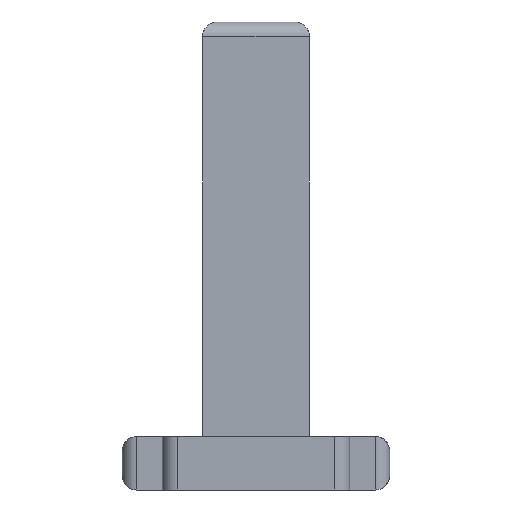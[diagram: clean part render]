
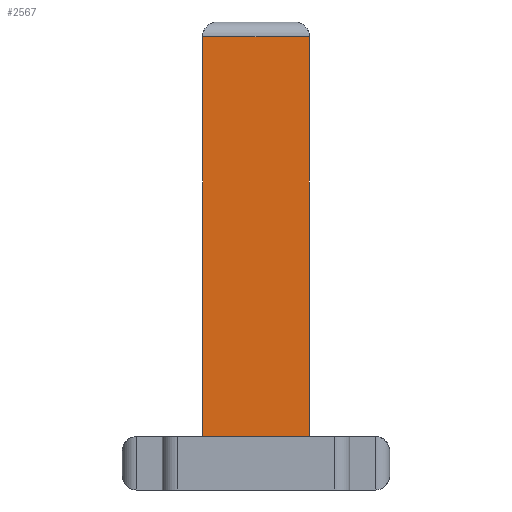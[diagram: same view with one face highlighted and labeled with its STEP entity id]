
A CAD part, front view. The second image highlights one B-rep face of the part: STEP entity #2567.
In plain terms, the highlighted planar face has unit normal (0, -1, 0).
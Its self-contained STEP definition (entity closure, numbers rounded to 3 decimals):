
#2451 = EDGE_CURVE('',#2452,#2454,#2456,.T.);
#2452 = VERTEX_POINT('',#2453);
#2453 = CARTESIAN_POINT('',(6.,0.,4.));
#2454 = VERTEX_POINT('',#2455);
#2455 = CARTESIAN_POINT('',(6.,0.,33.9));
#2456 = SURFACE_CURVE('',#2457,(#2461,#2473),.PCURVE_S1.);
#2457 = LINE('',#2458,#2459);
#2458 = CARTESIAN_POINT('',(6.,0.,4.));
#2459 = VECTOR('',#2460,1.);
#2460 = DIRECTION('',(0.,0.,1.));
#2461 = PCURVE('',#2462,#2467);
#2462 = PLANE('',#2463);
#2463 = AXIS2_PLACEMENT_3D('',#2464,#2465,#2466);
#2464 = CARTESIAN_POINT('',(6.,5.,4.));
#2465 = DIRECTION('',(1.,0.,0.));
#2466 = DIRECTION('',(0.,-1.,0.));
#2467 = DEFINITIONAL_REPRESENTATION('',(#2468),#2472);
#2468 = LINE('',#2469,#2470);
#2469 = CARTESIAN_POINT('',(5.,0.));
#2470 = VECTOR('',#2471,1.);
#2471 = DIRECTION('',(0.,-1.));
#2472 = ( GEOMETRIC_REPRESENTATION_CONTEXT(2) 
PARAMETRIC_REPRESENTATION_CONTEXT() REPRESENTATION_CONTEXT('2D SPACE',''
  ) );
#2473 = PCURVE('',#2474,#2479);
#2474 = PLANE('',#2475);
#2475 = AXIS2_PLACEMENT_3D('',#2476,#2477,#2478);
#2476 = CARTESIAN_POINT('',(6.,0.,4.));
#2477 = DIRECTION('',(0.,-1.,0.));
#2478 = DIRECTION('',(1.,0.,0.));
#2479 = DEFINITIONAL_REPRESENTATION('',(#2480),#2484);
#2480 = LINE('',#2481,#2482);
#2481 = CARTESIAN_POINT('',(0.,0.));
#2482 = VECTOR('',#2483,1.);
#2483 = DIRECTION('',(0.,1.));
#2484 = ( GEOMETRIC_REPRESENTATION_CONTEXT(2) 
PARAMETRIC_REPRESENTATION_CONTEXT() REPRESENTATION_CONTEXT('2D SPACE',''
  ) );
#2502 = PLANE('',#2503);
#2503 = AXIS2_PLACEMENT_3D('',#2504,#2505,#2506);
#2504 = CARTESIAN_POINT('',(6.,5.,4.));
#2505 = DIRECTION('',(0.,0.,1.));
#2506 = DIRECTION('',(0.,-1.,0.));
#2567 = ADVANCED_FACE('',(#2568),#2474,.T.);
#2568 = FACE_BOUND('',#2569,.T.);
#2569 = EDGE_LOOP('',(#2570,#2571,#2594,#2622));
#2570 = ORIENTED_EDGE('',*,*,#2451,.F.);
#2571 = ORIENTED_EDGE('',*,*,#2572,.T.);
#2572 = EDGE_CURVE('',#2452,#2573,#2575,.T.);
#2573 = VERTEX_POINT('',#2574);
#2574 = CARTESIAN_POINT('',(14.,0.,4.));
#2575 = SURFACE_CURVE('',#2576,(#2580,#2587),.PCURVE_S1.);
#2576 = LINE('',#2577,#2578);
#2577 = CARTESIAN_POINT('',(6.,0.,4.));
#2578 = VECTOR('',#2579,1.);
#2579 = DIRECTION('',(1.,0.,0.));
#2580 = PCURVE('',#2474,#2581);
#2581 = DEFINITIONAL_REPRESENTATION('',(#2582),#2586);
#2582 = LINE('',#2583,#2584);
#2583 = CARTESIAN_POINT('',(0.,0.));
#2584 = VECTOR('',#2585,1.);
#2585 = DIRECTION('',(1.,0.));
#2586 = ( GEOMETRIC_REPRESENTATION_CONTEXT(2) 
PARAMETRIC_REPRESENTATION_CONTEXT() REPRESENTATION_CONTEXT('2D SPACE',''
  ) );
#2587 = PCURVE('',#2502,#2588);
#2588 = DEFINITIONAL_REPRESENTATION('',(#2589),#2593);
#2589 = LINE('',#2590,#2591);
#2590 = CARTESIAN_POINT('',(5.,0.));
#2591 = VECTOR('',#2592,1.);
#2592 = DIRECTION('',(0.,1.));
#2593 = ( GEOMETRIC_REPRESENTATION_CONTEXT(2) 
PARAMETRIC_REPRESENTATION_CONTEXT() REPRESENTATION_CONTEXT('2D SPACE',''
  ) );
#2594 = ORIENTED_EDGE('',*,*,#2595,.T.);
#2595 = EDGE_CURVE('',#2573,#2596,#2598,.T.);
#2596 = VERTEX_POINT('',#2597);
#2597 = CARTESIAN_POINT('',(14.,0.,33.9));
#2598 = SURFACE_CURVE('',#2599,(#2603,#2610),.PCURVE_S1.);
#2599 = LINE('',#2600,#2601);
#2600 = CARTESIAN_POINT('',(14.,0.,4.));
#2601 = VECTOR('',#2602,1.);
#2602 = DIRECTION('',(0.,0.,1.));
#2603 = PCURVE('',#2474,#2604);
#2604 = DEFINITIONAL_REPRESENTATION('',(#2605),#2609);
#2605 = LINE('',#2606,#2607);
#2606 = CARTESIAN_POINT('',(8.,0.));
#2607 = VECTOR('',#2608,1.);
#2608 = DIRECTION('',(0.,1.));
#2609 = ( GEOMETRIC_REPRESENTATION_CONTEXT(2) 
PARAMETRIC_REPRESENTATION_CONTEXT() REPRESENTATION_CONTEXT('2D SPACE',''
  ) );
#2610 = PCURVE('',#2611,#2616);
#2611 = PLANE('',#2612);
#2612 = AXIS2_PLACEMENT_3D('',#2613,#2614,#2615);
#2613 = CARTESIAN_POINT('',(14.,5.,4.));
#2614 = DIRECTION('',(1.,0.,0.));
#2615 = DIRECTION('',(0.,-1.,0.));
#2616 = DEFINITIONAL_REPRESENTATION('',(#2617),#2621);
#2617 = LINE('',#2618,#2619);
#2618 = CARTESIAN_POINT('',(5.,0.));
#2619 = VECTOR('',#2620,1.);
#2620 = DIRECTION('',(0.,-1.));
#2621 = ( GEOMETRIC_REPRESENTATION_CONTEXT(2) 
PARAMETRIC_REPRESENTATION_CONTEXT() REPRESENTATION_CONTEXT('2D SPACE',''
  ) );
#2622 = ORIENTED_EDGE('',*,*,#2623,.F.);
#2623 = EDGE_CURVE('',#2454,#2596,#2624,.T.);
#2624 = SURFACE_CURVE('',#2625,(#2629,#2636),.PCURVE_S1.);
#2625 = LINE('',#2626,#2627);
#2626 = CARTESIAN_POINT('',(6.,0.,33.9));
#2627 = VECTOR('',#2628,1.);
#2628 = DIRECTION('',(1.,0.,0.));
#2629 = PCURVE('',#2474,#2630);
#2630 = DEFINITIONAL_REPRESENTATION('',(#2631),#2635);
#2631 = LINE('',#2632,#2633);
#2632 = CARTESIAN_POINT('',(0.,29.9));
#2633 = VECTOR('',#2634,1.);
#2634 = DIRECTION('',(1.,0.));
#2635 = ( GEOMETRIC_REPRESENTATION_CONTEXT(2) 
PARAMETRIC_REPRESENTATION_CONTEXT() REPRESENTATION_CONTEXT('2D SPACE',''
  ) );
#2636 = PCURVE('',#2637,#2642);
#2637 = CYLINDRICAL_SURFACE('',#2638,1.1);
#2638 = AXIS2_PLACEMENT_3D('',#2639,#2640,#2641);
#2639 = CARTESIAN_POINT('',(6.,1.1,33.9));
#2640 = DIRECTION('',(1.,0.,0.));
#2641 = DIRECTION('',(0.,0.,1.));
#2642 = DEFINITIONAL_REPRESENTATION('',(#2643),#2647);
#2643 = LINE('',#2644,#2645);
#2644 = CARTESIAN_POINT('',(1.571,0.));
#2645 = VECTOR('',#2646,1.);
#2646 = DIRECTION('',(0.,1.));
#2647 = ( GEOMETRIC_REPRESENTATION_CONTEXT(2) 
PARAMETRIC_REPRESENTATION_CONTEXT() REPRESENTATION_CONTEXT('2D SPACE',''
  ) );
